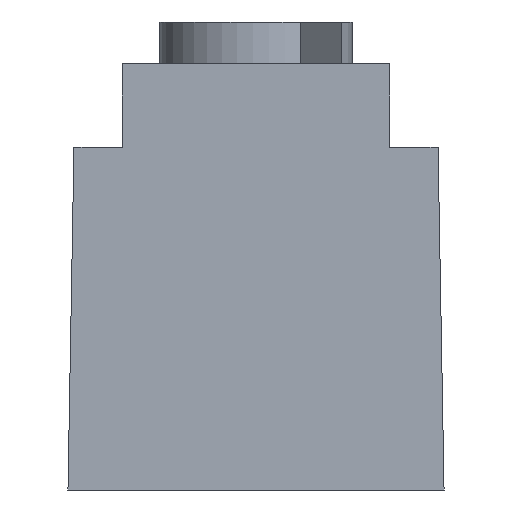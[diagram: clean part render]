
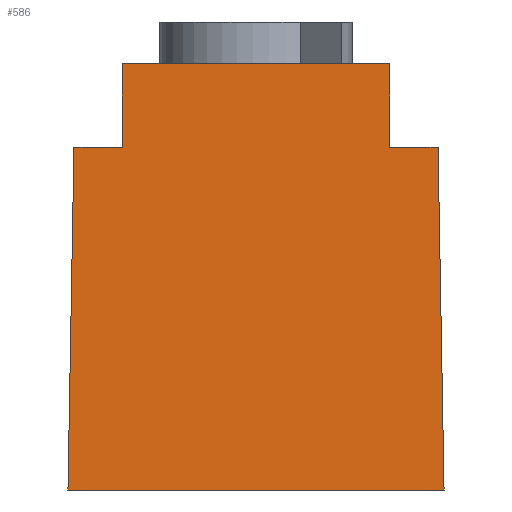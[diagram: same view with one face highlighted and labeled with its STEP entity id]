
A CAD part, left-side view. The second image highlights one B-rep face of the part: STEP entity #586.
In plain terms, the highlighted planar face has unit normal (-1, 0, 0.018).
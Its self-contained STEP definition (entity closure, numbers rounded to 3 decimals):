
#20=DIRECTION('',(0.,-1.,0.));
#21=VECTOR('',#20,4.5);
#22=CARTESIAN_POINT('',(-12.,2.25,0.));
#23=LINE('',#22,#21);
#46=DIRECTION('',(0.017,0.,1.));
#47=VECTOR('',#46,1.);
#48=CARTESIAN_POINT('',(-11.928,1.6,4.1));
#49=LINE('',#48,#47);
#50=DIRECTION('',(0.017,-0.017,1.));
#51=VECTOR('',#50,4.101);
#52=CARTESIAN_POINT('',(-12.,2.25,0.));
#53=LINE('',#52,#51);
#66=DIRECTION('',(0.,-1.,0.));
#67=VECTOR('',#66,0.578);
#68=CARTESIAN_POINT('',(-11.928,-1.6,4.1));
#69=LINE('',#68,#67);
#74=DIRECTION('',(0.,-1.,0.));
#75=VECTOR('',#74,0.578);
#76=CARTESIAN_POINT('',(-11.928,2.178,4.1));
#77=LINE('',#76,#75);
#86=DIRECTION('',(0.017,0.,1.));
#87=VECTOR('',#86,1.);
#88=CARTESIAN_POINT('',(-11.928,-1.6,4.1));
#89=LINE('',#88,#87);
#94=DIRECTION('',(0.,-1.,0.));
#95=VECTOR('',#94,3.2);
#96=CARTESIAN_POINT('',(-11.911,1.6,5.1));
#97=LINE('',#96,#95);
#176=DIRECTION('',(0.017,0.017,1.));
#177=VECTOR('',#176,4.101);
#178=CARTESIAN_POINT('',(-12.,-2.25,0.));
#179=LINE('',#178,#177);
#428=CARTESIAN_POINT('',(-12.,2.25,0.));
#429=CARTESIAN_POINT('',(-12.,-2.25,0.));
#430=VERTEX_POINT('',#428);
#431=VERTEX_POINT('',#429);
#436=CARTESIAN_POINT('',(-11.928,-2.178,4.1));
#438=VERTEX_POINT('',#436);
#441=CARTESIAN_POINT('',(-11.928,2.178,4.1));
#443=VERTEX_POINT('',#441);
#444=CARTESIAN_POINT('',(-11.911,-1.6,5.1));
#446=VERTEX_POINT('',#444);
#450=CARTESIAN_POINT('',(-11.911,1.6,5.1));
#451=VERTEX_POINT('',#450);
#453=CARTESIAN_POINT('',(-11.928,-1.6,4.1));
#455=VERTEX_POINT('',#453);
#457=CARTESIAN_POINT('',(-11.928,1.6,4.1));
#459=VERTEX_POINT('',#457);
#564=CARTESIAN_POINT('',(-12.,3.572,0.));
#565=DIRECTION('',(-1.,0.,0.017));
#566=DIRECTION('',(0.,1.,0.));
#567=AXIS2_PLACEMENT_3D('',#564,#565,#566);
#568=PLANE('',#567);
#570=ORIENTED_EDGE('',*,*,#569,.T.);
#572=ORIENTED_EDGE('',*,*,#571,.T.);
#574=ORIENTED_EDGE('',*,*,#573,.T.);
#576=ORIENTED_EDGE('',*,*,#575,.F.);
#578=ORIENTED_EDGE('',*,*,#577,.T.);
#580=ORIENTED_EDGE('',*,*,#579,.F.);
#581=ORIENTED_EDGE('',*,*,#547,.F.);
#583=ORIENTED_EDGE('',*,*,#582,.T.);
#584=EDGE_LOOP('',(#570,#572,#574,#576,#578,#580,#581,#583));
#585=FACE_OUTER_BOUND('',#584,.F.);
#547=EDGE_CURVE('',#430,#431,#23,.T.);
#569=EDGE_CURVE('',#443,#459,#77,.T.);
#571=EDGE_CURVE('',#459,#451,#49,.T.);
#573=EDGE_CURVE('',#451,#446,#97,.T.);
#575=EDGE_CURVE('',#455,#446,#89,.T.);
#577=EDGE_CURVE('',#455,#438,#69,.T.);
#579=EDGE_CURVE('',#431,#438,#179,.T.);
#582=EDGE_CURVE('',#430,#443,#53,.T.);
#586=ADVANCED_FACE('',(#585),#568,.T.);
